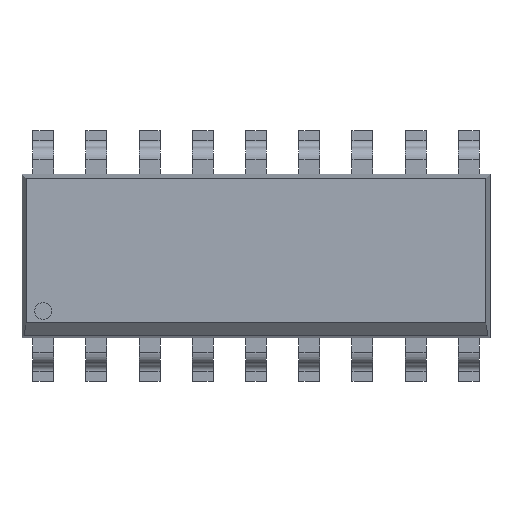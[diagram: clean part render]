
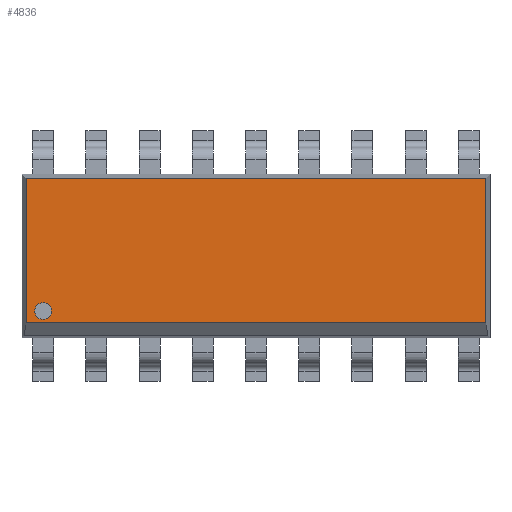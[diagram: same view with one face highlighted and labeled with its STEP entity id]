
A CAD part, top view. The second image highlights one B-rep face of the part: STEP entity #4836.
In plain terms, the highlighted planar face has unit normal (0, 0, 1).
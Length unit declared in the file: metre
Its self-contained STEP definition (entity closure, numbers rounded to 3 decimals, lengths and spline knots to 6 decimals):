
#275=CIRCLE('',#5493,0.0002);
#1589=ORIENTED_EDGE('',*,*,#2299,.T.);
#1590=ORIENTED_EDGE('',*,*,#2300,.T.);
#1591=ORIENTED_EDGE('',*,*,#2301,.T.);
#1592=ORIENTED_EDGE('',*,*,#2302,.T.);
#1593=ORIENTED_EDGE('',*,*,#2303,.T.);
#2299=EDGE_CURVE('',#2760,#2760,#275,.F.);
#2300=EDGE_CURVE('',#2761,#2762,#3288,.T.);
#2301=EDGE_CURVE('',#2762,#2763,#3289,.T.);
#2302=EDGE_CURVE('',#2763,#2764,#3290,.T.);
#2303=EDGE_CURVE('',#2764,#2761,#3291,.T.);
#2760=VERTEX_POINT('',#8287);
#2761=VERTEX_POINT('',#8289);
#2762=VERTEX_POINT('',#8290);
#2763=VERTEX_POINT('',#8292);
#2764=VERTEX_POINT('',#8294);
#3288=LINE('',#8288,#3823);
#3289=LINE('',#8291,#3824);
#3290=LINE('',#8293,#3825);
#3291=LINE('',#8295,#3826);
#3823=VECTOR('',#6865,1.);
#3824=VECTOR('',#6866,1.);
#3825=VECTOR('',#6867,1.);
#3826=VECTOR('',#6868,1.);
#4098=EDGE_LOOP('',(#1589));
#4099=EDGE_LOOP('',(#1590,#1591,#1592,#1593));
#4369=FACE_BOUND('',#4098,.T.);
#4370=FACE_BOUND('',#4099,.T.);
#4568=PLANE('',#5492);
#4836=ADVANCED_FACE('',(#4369,#4370),#4568,.T.);
#5492=AXIS2_PLACEMENT_3D('',#8285,#6861,#6862);
#5493=AXIS2_PLACEMENT_3D('',#8286,#6863,#6864);
#6861=DIRECTION('',(0.,0.,1.));
#6862=DIRECTION('',(1.,0.,0.));
#6863=DIRECTION('',(0.,0.,1.));
#6864=DIRECTION('',(1.,0.,0.));
#6865=DIRECTION('',(0.,-1.,0.));
#6866=DIRECTION('',(1.,0.,0.));
#6867=DIRECTION('',(0.,1.,0.));
#6868=DIRECTION('',(-1.,0.,0.));
#8285=CARTESIAN_POINT('',(0.,0.,0.00135));
#8286=CARTESIAN_POINT('',(-0.00508,-0.001315,0.00135));
#8287=CARTESIAN_POINT('',(-0.00488,-0.001315,0.00135));
#8288=CARTESIAN_POINT('',(-0.005485,-0.00195,0.00135));
#8289=CARTESIAN_POINT('',(-0.005485,0.00185,0.00135));
#8290=CARTESIAN_POINT('',(-0.005485,-0.0016,0.00135));
#8291=CARTESIAN_POINT('',(0.,-0.0016,0.00135));
#8292=CARTESIAN_POINT('',(0.005485,-0.0016,0.00135));
#8293=CARTESIAN_POINT('',(0.005485,0.,0.00135));
#8294=CARTESIAN_POINT('',(0.005485,0.00185,0.00135));
#8295=CARTESIAN_POINT('',(0.,0.00185,0.00135));
